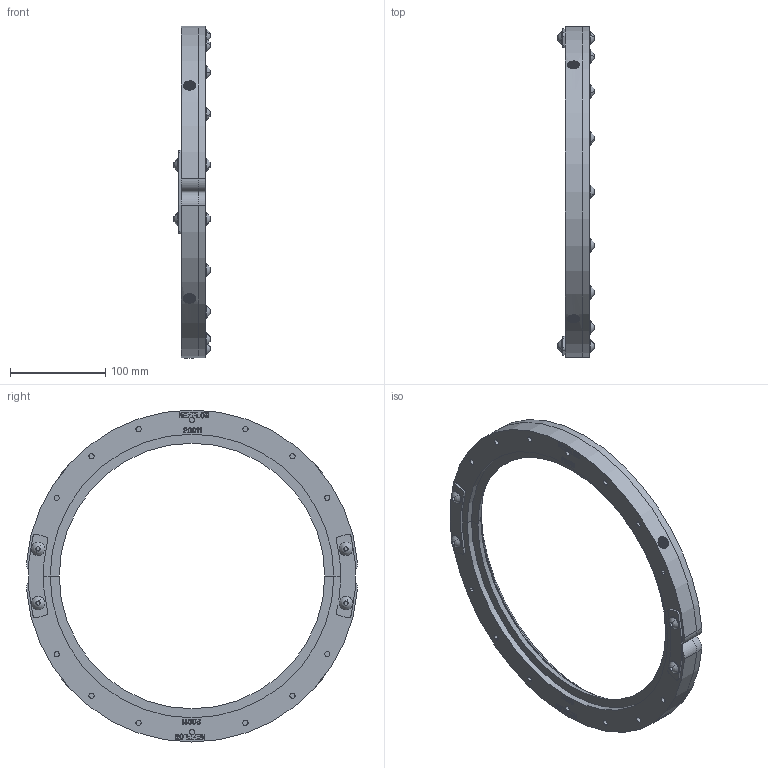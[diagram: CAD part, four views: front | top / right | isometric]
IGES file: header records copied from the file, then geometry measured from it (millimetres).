
Start section: START RECORD GO HERE.
Global section: file name: Assy.igs; native system: DASSAULT SYSTEMES CATIA V5 R20 - www.3ds.com; preprocessor: CATIA Version 5 Release 20 ; author: DESIGNENG; organization: DESIGNENG; date: 20160315.105918; units: millimetre
Bounding box: 38.27 x 348.22 x 349.3 mm (x, y, z)
Volume: 721780.8 mm3; surface area: 202234.1 mm2
Topology: 28 solids, 28 shells, 1450 faces, 3828 edges, 2480 vertices
Faces by surface type: plane 836, revolution 350, bspline 264
